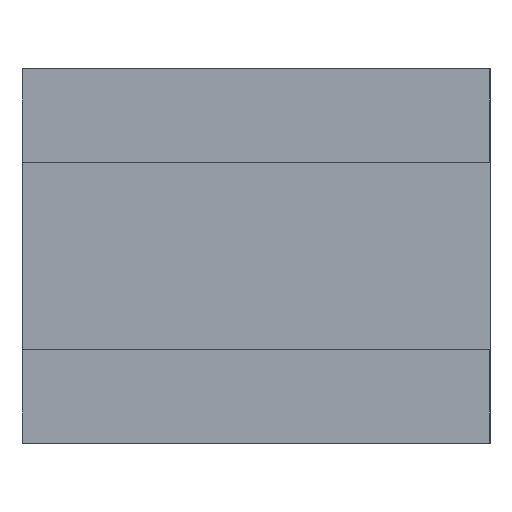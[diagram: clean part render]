
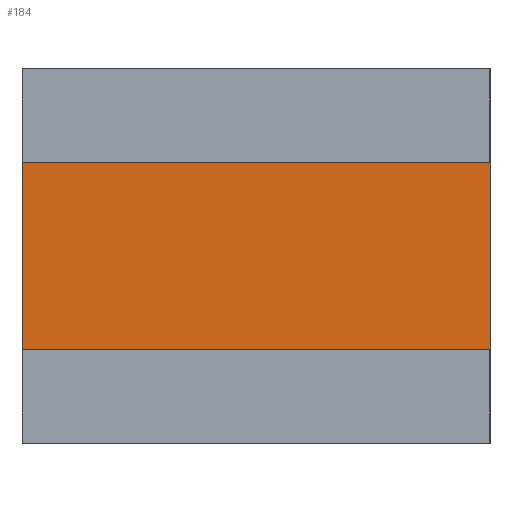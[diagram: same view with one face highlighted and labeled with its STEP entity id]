
A CAD part, left-side view. The second image highlights one B-rep face of the part: STEP entity #184.
In plain terms, the highlighted planar face has unit normal (-1, 0, 0).
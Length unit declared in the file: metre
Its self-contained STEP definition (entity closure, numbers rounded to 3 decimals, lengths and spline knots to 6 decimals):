
#36=ORIENTED_EDGE('',*,*,#79,.T.);
#37=ORIENTED_EDGE('',*,*,#80,.F.);
#38=ORIENTED_EDGE('',*,*,#81,.F.);
#39=ORIENTED_EDGE('',*,*,#77,.T.);
#77=EDGE_CURVE('',#97,#96,#117,.T.);
#79=EDGE_CURVE('',#96,#98,#119,.T.);
#80=EDGE_CURVE('',#99,#98,#120,.T.);
#81=EDGE_CURVE('',#97,#99,#121,.T.);
#96=VERTEX_POINT('',#293);
#97=VERTEX_POINT('',#295);
#98=VERTEX_POINT('',#299);
#99=VERTEX_POINT('',#301);
#117=LINE('',#294,#141);
#119=LINE('',#298,#143);
#120=LINE('',#300,#144);
#121=LINE('',#302,#145);
#141=VECTOR('',#242,1.);
#143=VECTOR('',#246,1.);
#144=VECTOR('',#247,1.);
#145=VECTOR('',#248,1.);
#154=EDGE_LOOP('',(#36,#37,#38,#39));
#164=FACE_BOUND('',#154,.T.);
#174=PLANE('',#207);
#184=ADVANCED_FACE('',(#164),#174,.F.);
#207=AXIS2_PLACEMENT_3D('',#297,#244,#245);
#242=DIRECTION('',(0.,1.,0.));
#244=DIRECTION('',(1.,0.,0.));
#245=DIRECTION('',(0.,0.,-1.));
#246=DIRECTION('',(0.,0.,-1.));
#247=DIRECTION('',(0.,1.,0.));
#248=DIRECTION('',(0.,0.,-1.));
#293=CARTESIAN_POINT('',(0.095,0.,0.015));
#294=CARTESIAN_POINT('',(0.095,-0.025,0.015));
#295=CARTESIAN_POINT('',(0.095,-0.025,0.015));
#297=CARTESIAN_POINT('',(0.095,-0.025,0.01));
#298=CARTESIAN_POINT('',(0.095,0.,0.01));
#299=CARTESIAN_POINT('',(0.095,0.,0.005));
#300=CARTESIAN_POINT('',(0.095,-0.025,0.005));
#301=CARTESIAN_POINT('',(0.095,-0.025,0.005));
#302=CARTESIAN_POINT('',(0.095,-0.025,0.01));
